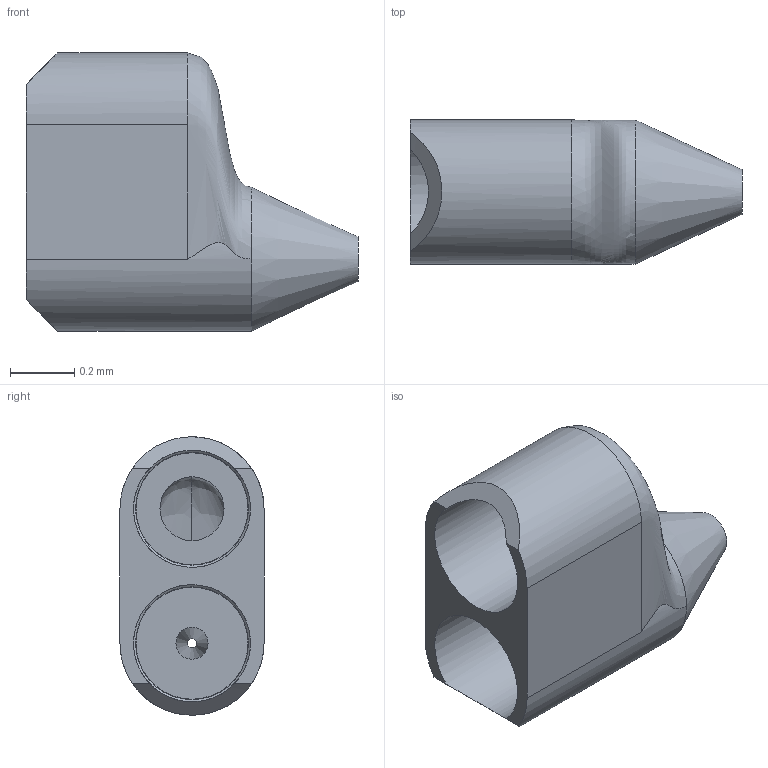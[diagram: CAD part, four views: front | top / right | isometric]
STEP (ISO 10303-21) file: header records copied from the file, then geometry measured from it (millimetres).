
FILE_DESCRIPTION(/* description */ (''),/* implementation_level */ '2;1');
FILE_NAME(/* name */ 'MVED_F_30_30_30_3.stp',/* time_stamp */ '2022-12-06T11:27:57+01:00',/* author */ ('vakilim'),/* organization */ (''),/* preprocessor_version */ 'ST-DEVELOPER v19.2',/* originating_system */ 'Autodesk Inventor 2023',/* authorisation */ '');
FILE_SCHEMA (('AUTOMOTIVE_DESIGN { 1 0 10303 214 3 1 1 }'));
Length unit declared in the file: millimetre
Products named in the file (1): MVED_F_30_30_30_31
Bounding box: 1.04 x 0.45 x 0.87 mm (x, y, z)
Volume: 0.1 mm3; surface area: 4.4 mm2
Topology: 1 solids, 1 shells, 135 faces, 345 edges, 207 vertices
Faces by surface type: bspline 65, cylinder 23, cone 23, plane 19, torus 5
Full cylindrical faces by diameter (mm): 0.03 x1, 0.14 x1, 0.2 x1, 0.366 x6
Entity records: 8760 total; most frequent: CARTESIAN_POINT 5940, ORIENTED_EDGE 690, DIRECTION 440, EDGE_CURVE 345, VERTEX_POINT 207, AXIS2_PLACEMENT_3D 189, B_SPLINE_CURVE_WITH_KNOTS 161, EDGE_LOOP 140
